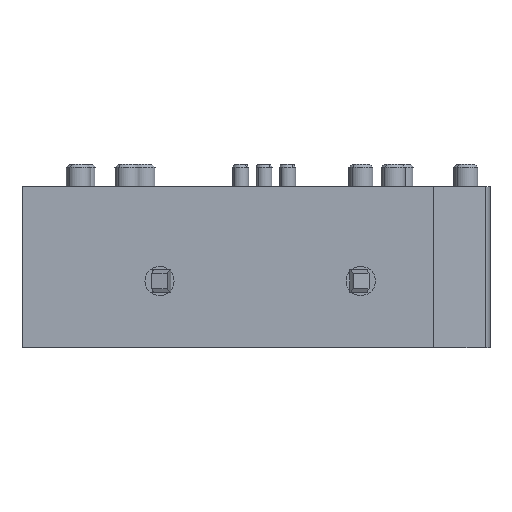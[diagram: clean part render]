
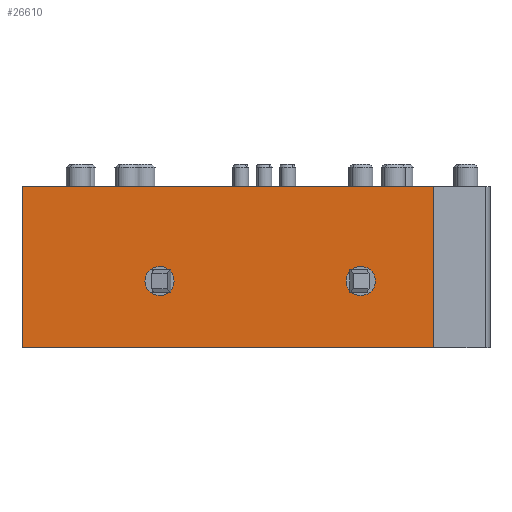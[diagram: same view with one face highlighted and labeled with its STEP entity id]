
A CAD part, front view. The second image highlights one B-rep face of the part: STEP entity #26610.
In plain terms, the highlighted face is planar.
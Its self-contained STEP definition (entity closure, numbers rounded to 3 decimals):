
#25920=CARTESIAN_POINT('',(-0.483,-2.916,
-6.4));
#25930=DIRECTION('',(-0.707,0.707,0.));
#25940=DIRECTION('',(0.707,0.707,0.));
#25950=AXIS2_PLACEMENT_3D('',#25920,#25930,#25940);
#25960=PLANE('',#25950);
#25970=CARTESIAN_POINT('',(8.702,6.269,
-1.5));
#25980=DIRECTION('',(0.707,-0.707,0.));
#25990=DIRECTION('',(0.707,0.707,0.));
#26000=AXIS2_PLACEMENT_3D('',#25970,#25980,#25990);
#26010=CIRCLE('',#26000,0.9);
#26020=CARTESIAN_POINT('',(9.338,6.905,
-1.5));
#26030=VERTEX_POINT('',#26020);
#26040=CARTESIAN_POINT('',(8.066,5.632,
-1.5));
#26050=VERTEX_POINT('',#26040);
#26060=EDGE_CURVE('',#26030,#26050,#26010,.T.);
#26070=ORIENTED_EDGE('',*,*,#26060,.F.);
#26080=EDGE_CURVE('',#26050,#26030,#26010,.T.);
#26090=ORIENTED_EDGE('',*,*,#26080,.F.);
#26100=EDGE_LOOP('',(#26090,#26070));
#26110=FACE_BOUND('',#26100,.T.);
#26120=CARTESIAN_POINT('',(-0.123,-2.556,
-1.5));
#26130=DIRECTION('',(0.707,-0.707,0.));
#26140=DIRECTION('',(0.707,0.707,0.));
#26150=AXIS2_PLACEMENT_3D('',#26120,#26130,#26140);
#26160=CIRCLE('',#26150,0.9);
#26170=CARTESIAN_POINT('',(0.514,-1.919,
-1.5));
#26180=VERTEX_POINT('',#26170);
#26190=CARTESIAN_POINT('',(-0.759,-3.192,
-1.5));
#26200=VERTEX_POINT('',#26190);
#26210=EDGE_CURVE('',#26180,#26200,#26160,.T.);
#26220=ORIENTED_EDGE('',*,*,#26210,.F.);
#26230=EDGE_CURVE('',#26200,#26180,#26160,.T.);
#26240=ORIENTED_EDGE('',*,*,#26230,.F.);
#26250=EDGE_LOOP('',(#26240,#26220));
#26260=FACE_BOUND('',#26250,.T.);
#26270=CARTESIAN_POINT('',(11.884,9.451,0.));
#26280=DIRECTION('',(0.,0.,1.));
#26290=VECTOR('',#26280,1.);
#26300=LINE('',#26270,#26290);
#26310=CARTESIAN_POINT('',(11.884,9.451,
-5.65));
#26320=VERTEX_POINT('',#26310);
#26330=CARTESIAN_POINT('',(11.884,9.451,4.35));
#26340=VERTEX_POINT('',#26330);
#26350=EDGE_CURVE('',#26320,#26340,#26300,.T.);
#26360=ORIENTED_EDGE('',*,*,#26350,.T.);
#26370=CARTESIAN_POINT('',(2.433,0.,-5.65));
#26380=DIRECTION('',(0.707,0.707,0.));
#26390=VECTOR('',#26380,1.);
#26400=LINE('',#26370,#26390);
#26410=CARTESIAN_POINT('',(-6.147,-8.58,
-5.65));
#26420=VERTEX_POINT('',#26410);
#26430=EDGE_CURVE('',#26420,#26320,#26400,.T.);
#26440=ORIENTED_EDGE('',*,*,#26430,.T.);
#26450=CARTESIAN_POINT('',(-6.147,-8.58,0.));
#26460=DIRECTION('',(0.,0.,1.));
#26470=VECTOR('',#26460,1.);
#26480=LINE('',#26450,#26470);
#26490=CARTESIAN_POINT('',(-6.147,-8.58,4.35));
#26500=VERTEX_POINT('',#26490);
#26510=EDGE_CURVE('',#26420,#26500,#26480,.T.);
#26520=ORIENTED_EDGE('',*,*,#26510,.F.);
#26530=CARTESIAN_POINT('',(2.433,0.,4.35));
#26540=DIRECTION('',(-0.707,-0.707,0.));
#26550=VECTOR('',#26540,1.);
#26560=LINE('',#26530,#26550);
#26570=EDGE_CURVE('',#26340,#26500,#26560,.T.);
#26580=ORIENTED_EDGE('',*,*,#26570,.T.);
#26590=EDGE_LOOP('',(#26580,#26520,#26440,#26360));
#26600=FACE_OUTER_BOUND('',#26590,.T.);
#26610=ADVANCED_FACE('',(#26110,#26260,#26600),#25960,.F.);
